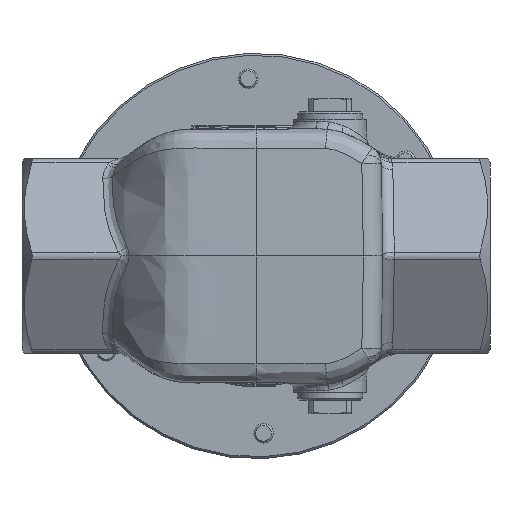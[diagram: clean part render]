
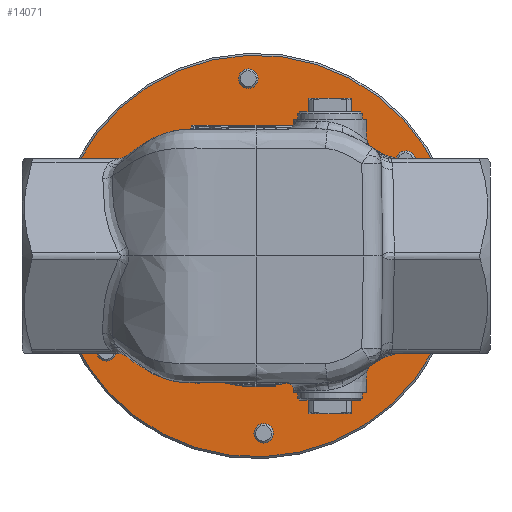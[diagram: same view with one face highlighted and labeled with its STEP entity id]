
A CAD part, front view. The second image highlights one B-rep face of the part: STEP entity #14071.
In plain terms, the highlighted planar face has unit normal (0, -1, 0).
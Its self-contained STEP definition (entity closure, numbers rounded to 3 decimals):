
#558=FACE_BOUND('',#4861,.T.);
#559=FACE_BOUND('',#4862,.T.);
#560=FACE_BOUND('',#4863,.T.);
#561=FACE_BOUND('',#4864,.T.);
#562=FACE_BOUND('',#4865,.T.);
#563=FACE_BOUND('',#4866,.T.);
#564=FACE_BOUND('',#4867,.T.);
#3914=FACE_OUTER_BOUND('',#4860,.T.);
#4860=EDGE_LOOP('',(#12082));
#4861=EDGE_LOOP('',(#12083));
#4862=EDGE_LOOP('',(#12084));
#4863=EDGE_LOOP('',(#12085));
#4864=EDGE_LOOP('',(#12086));
#4865=EDGE_LOOP('',(#12087));
#4866=EDGE_LOOP('',(#12088));
#4867=EDGE_LOOP('',(#12089));
#5169=CIRCLE('',#14363,32.5);
#5190=CIRCLE('',#14419,2.5);
#5196=CIRCLE('',#14438,2.5);
#5202=CIRCLE('',#14457,2.5);
#5208=CIRCLE('',#14476,2.5);
#5214=CIRCLE('',#14495,2.5);
#5220=CIRCLE('',#14514,2.5);
#5425=CIRCLE('',#15003,51.5);
#5677=VERTEX_POINT('',#19507);
#5791=VERTEX_POINT('',#21362);
#5809=VERTEX_POINT('',#21429);
#5827=VERTEX_POINT('',#21496);
#5845=VERTEX_POINT('',#21563);
#5863=VERTEX_POINT('',#21630);
#5881=VERTEX_POINT('',#21697);
#6541=VERTEX_POINT('',#35493);
#7059=EDGE_CURVE('',#5677,#5677,#5169,.T.);
#7210=EDGE_CURVE('',#5791,#5791,#5190,.T.);
#7234=EDGE_CURVE('',#5809,#5809,#5196,.T.);
#7258=EDGE_CURVE('',#5827,#5827,#5202,.T.);
#7282=EDGE_CURVE('',#5845,#5845,#5208,.T.);
#7306=EDGE_CURVE('',#5863,#5863,#5214,.T.);
#7330=EDGE_CURVE('',#5881,#5881,#5220,.T.);
#8456=EDGE_CURVE('',#6541,#6541,#5425,.T.);
#12082=ORIENTED_EDGE('',*,*,#8456,.F.);
#12083=ORIENTED_EDGE('',*,*,#7210,.T.);
#12084=ORIENTED_EDGE('',*,*,#7234,.T.);
#12085=ORIENTED_EDGE('',*,*,#7258,.T.);
#12086=ORIENTED_EDGE('',*,*,#7282,.T.);
#12087=ORIENTED_EDGE('',*,*,#7306,.T.);
#12088=ORIENTED_EDGE('',*,*,#7330,.T.);
#12089=ORIENTED_EDGE('',*,*,#7059,.F.);
#13361=PLANE('',#15004);
#14071=ADVANCED_FACE('',(#3914,#558,#559,#560,#561,#562,#563,#564),#13361,
 .T.);
#14363=AXIS2_PLACEMENT_3D('',#19508,#15432,#15433);
#14419=AXIS2_PLACEMENT_3D('',#21363,#15568,#15569);
#14438=AXIS2_PLACEMENT_3D('',#21430,#15618,#15619);
#14457=AXIS2_PLACEMENT_3D('',#21497,#15668,#15669);
#14476=AXIS2_PLACEMENT_3D('',#21564,#15718,#15719);
#14495=AXIS2_PLACEMENT_3D('',#21631,#15768,#15769);
#14514=AXIS2_PLACEMENT_3D('',#21698,#15818,#15819);
#15003=AXIS2_PLACEMENT_3D('',#35494,#17035,#17036);
#15004=AXIS2_PLACEMENT_3D('',#35495,#17037,#17038);
#15432=DIRECTION('center_axis',(0.,-1.,0.));
#15433=DIRECTION('ref_axis',(1.,0.,0.));
#15568=DIRECTION('center_axis',(0.,1.,0.));
#15569=DIRECTION('ref_axis',(1.,0.,0.));
#15618=DIRECTION('center_axis',(0.,1.,0.));
#15619=DIRECTION('ref_axis',(0.998,0.,-0.06));
#15668=DIRECTION('center_axis',(0.,1.,0.));
#15669=DIRECTION('ref_axis',(0.995,0.,-0.101));
#15718=DIRECTION('center_axis',(0.,1.,0.));
#15719=DIRECTION('ref_axis',(0.988,0.,-0.154));
#15768=DIRECTION('center_axis',(0.,1.,0.));
#15769=DIRECTION('ref_axis',(1.,0.,-0.011));
#15818=DIRECTION('center_axis',(0.,1.,0.));
#15819=DIRECTION('ref_axis',(0.988,0.,0.152));
#17035=DIRECTION('center_axis',(0.,1.,0.));
#17036=DIRECTION('ref_axis',(0.844,0.,0.537));
#17037=DIRECTION('center_axis',(0.,-1.,0.));
#17038=DIRECTION('ref_axis',(0.537,0.,-0.844));
#19507=CARTESIAN_POINT('',(-32.5,40.,0.));
#19508=CARTESIAN_POINT('Origin',(0.,40.,0.));
#21362=CARTESIAN_POINT('',(-4.471,40.,45.457));
#21363=CARTESIAN_POINT('Origin',(-1.971,40.,45.457));
#21429=CARTESIAN_POINT('',(35.886,40.,24.584));
#21430=CARTESIAN_POINT('Origin',(38.382,40.,24.436));
#21496=CARTESIAN_POINT('',(37.866,40.,-20.768));
#21497=CARTESIAN_POINT('Origin',(40.353,40.,-21.022));
#21563=CARTESIAN_POINT('',(-0.499,40.,-45.073));
#21564=CARTESIAN_POINT('Origin',(1.971,40.,-45.457));
#21630=CARTESIAN_POINT('',(-40.882,40.,-24.409));
#21631=CARTESIAN_POINT('Origin',(-38.382,40.,-24.436));
#21697=CARTESIAN_POINT('',(-42.824,40.,20.641));
#21698=CARTESIAN_POINT('Origin',(-40.353,40.,21.022));
#35493=CARTESIAN_POINT('',(-43.443,40.,-27.658));
#35494=CARTESIAN_POINT('Origin',(0.,40.,0.));
#35495=CARTESIAN_POINT('Origin',(-34.586,40.,-22.019));
